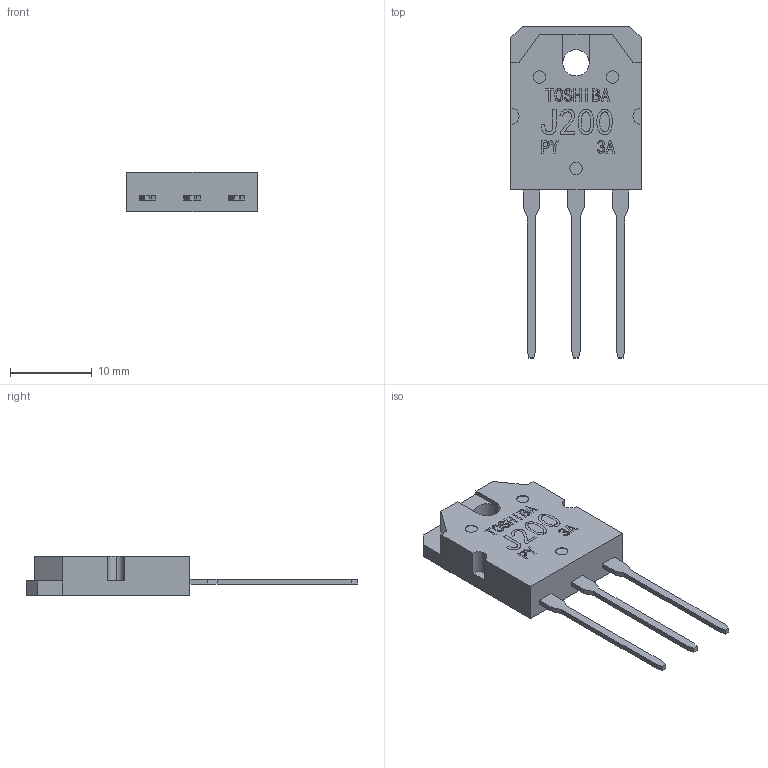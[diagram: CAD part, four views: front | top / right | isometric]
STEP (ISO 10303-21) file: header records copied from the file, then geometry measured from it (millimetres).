
FILE_DESCRIPTION (( 'STEP AP214' ), '1' );
FILE_NAME ('部虴茼奪J200.STEP', '2012-08-24T08:24:45', ( '' ), ( '' ), 'SwSTEP 2.0', 'SolidWorks 2012', '' );
FILE_SCHEMA (( 'AUTOMOTIVE_DESIGN' ));
Length unit declared in the file: millimetre
Products named in the file (1): 部虴茼奪J200
Bounding box: 15.9 x 40.5 x 4.8 mm (x, y, z)
Volume: 1417.1 mm3; surface area: 1207.2 mm2
Topology: 1 solids, 1 shells, 92 faces, 332 edges, 270 vertices
Faces by surface type: plane 81, cylinder 11
Entity records: 5840 total; most frequent: CARTESIAN_POINT 1901, ORIENTED_EDGE 664, DIRECTION 489, EDGE_CURVE 332, VERTEX_POINT 270, VECTOR 259, LINE 259, EDGE_LOOP 122
